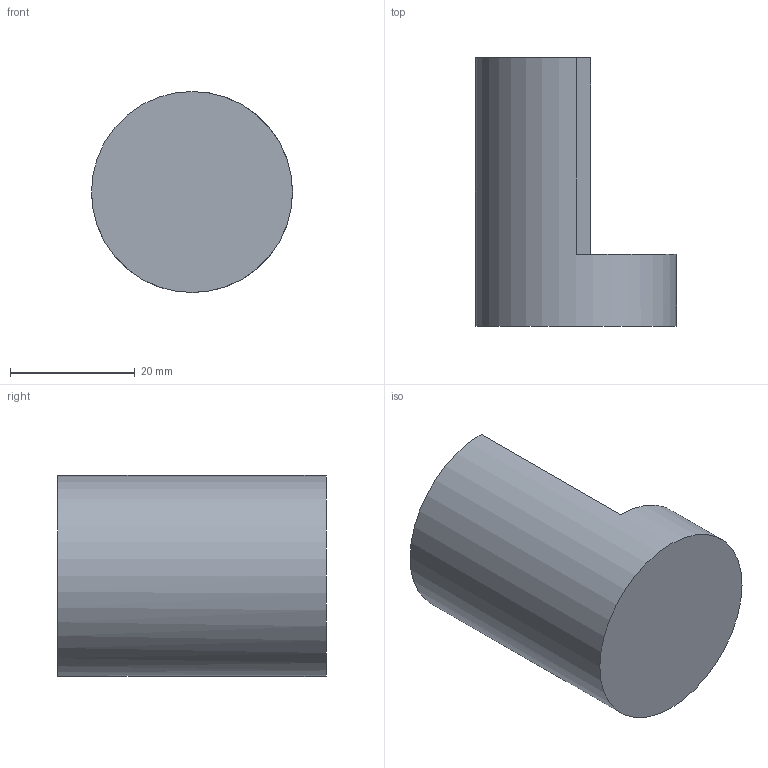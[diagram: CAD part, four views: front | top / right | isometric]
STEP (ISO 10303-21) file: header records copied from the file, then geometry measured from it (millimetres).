
FILE_DESCRIPTION(/* description */ (''),/* implementation_level */ '2;1');
FILE_NAME(/* name */ 'Rotuladora pequena v7.step',/* time_stamp */ '2024-10-22T14:55:00-03:00',/* author */ (''),/* organization */ (''),/* preprocessor_version */ 'ST-DEVELOPER v20',/* originating_system */ 'Autodesk Translation Framework v13.20.0.188',/* authorisation */ '');
FILE_SCHEMA (('AUTOMOTIVE_DESIGN { 1 0 10303 214 3 1 1 }'));
Length unit declared in the file: millimetre
Products named in the file (1): Rotuladora pequena
Bounding box: 32.2 x 43 x 32.2 mm (x, y, z)
Volume: 8467.4 mm3; surface area: 6826.3 mm2
Topology: 1 solids, 1 shells, 75 faces, 207 edges, 138 vertices
Faces by surface type: bspline 42, plane 30, cylinder 3
Full cylindrical faces by diameter (mm): 32.2 x1
Entity records: 2803 total; most frequent: CARTESIAN_POINT 1135, ORIENTED_EDGE 414, EDGE_CURVE 207, DIRECTION 200, VERTEX_POINT 138, LINE 114, VECTOR 114, B_SPLINE_CURVE_WITH_KNOTS 84
